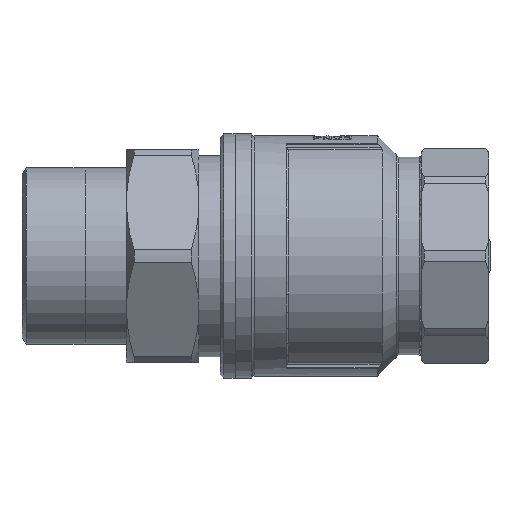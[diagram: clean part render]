
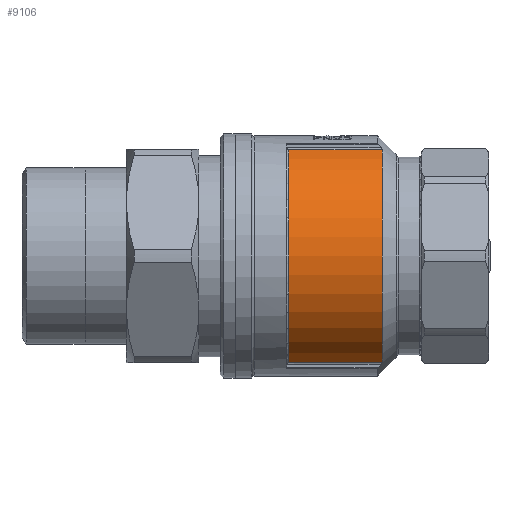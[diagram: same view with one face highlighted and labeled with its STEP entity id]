
A CAD part, left-side view. The second image highlights one B-rep face of the part: STEP entity #9106.
In plain terms, the highlighted cylindrical face has radius 27.25 mm (diameter 54.5 mm), a partial arc.
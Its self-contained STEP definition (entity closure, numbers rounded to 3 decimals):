
#752=CYLINDRICAL_SURFACE('',#9627,27.25);
#886=LINE('',#12101,#1114);
#887=LINE('',#12105,#1115);
#1114=VECTOR('',#10411,1000.);
#1115=VECTOR('',#10414,1000.);
#1441=ORIENTED_EDGE('',*,*,#3429,.F.);
#1442=ORIENTED_EDGE('',*,*,#3430,.T.);
#1443=ORIENTED_EDGE('',*,*,#3431,.T.);
#1444=ORIENTED_EDGE('',*,*,#3432,.T.);
#3429=EDGE_CURVE('',#4437,#4438,#5081,.F.);
#3430=EDGE_CURVE('',#4437,#4439,#886,.F.);
#3431=EDGE_CURVE('',#4439,#4440,#5082,.F.);
#3432=EDGE_CURVE('',#4440,#4438,#887,.T.);
#4437=VERTEX_POINT('',#12099);
#4438=VERTEX_POINT('',#12100);
#4439=VERTEX_POINT('',#12102);
#4440=VERTEX_POINT('',#12104);
#5081=CIRCLE('',#9628,27.25);
#5082=CIRCLE('',#9629,27.25);
#5376=EDGE_LOOP('',(#1441,#1442,#1443,#1444));
#5938=FACE_BOUND('',#5376,.T.);
#9106=ADVANCED_FACE('',(#5938),#752,.T.);
#9627=AXIS2_PLACEMENT_3D('',#12097,#10407,#10408);
#9628=AXIS2_PLACEMENT_3D('',#12098,#10409,#10410);
#9629=AXIS2_PLACEMENT_3D('',#12103,#10412,#10413);
#10407=DIRECTION('',(0.,-1.,0.));
#10408=DIRECTION('',(0.,0.,-1.));
#10409=DIRECTION('',(0.,1.,0.));
#10410=DIRECTION('',(0.,0.,1.));
#10411=DIRECTION('',(0.,-1.,0.));
#10412=DIRECTION('',(0.,1.,0.));
#10413=DIRECTION('',(0.,0.,1.));
#10414=DIRECTION('',(0.,-1.,0.));
#12097=CARTESIAN_POINT('',(0.,9.3,0.));
#12098=CARTESIAN_POINT('',(0.,-13.45,0.));
#12099=CARTESIAN_POINT('',(-10.311,-13.45,25.224));
#12100=CARTESIAN_POINT('',(-10.311,-13.45,-25.224));
#12101=CARTESIAN_POINT('',(-10.311,9.3,25.224));
#12102=CARTESIAN_POINT('',(-10.311,8.8,25.224));
#12103=CARTESIAN_POINT('',(0.,8.8,0.));
#12104=CARTESIAN_POINT('',(-10.311,8.8,-25.224));
#12105=CARTESIAN_POINT('',(-10.311,9.3,-25.224));
